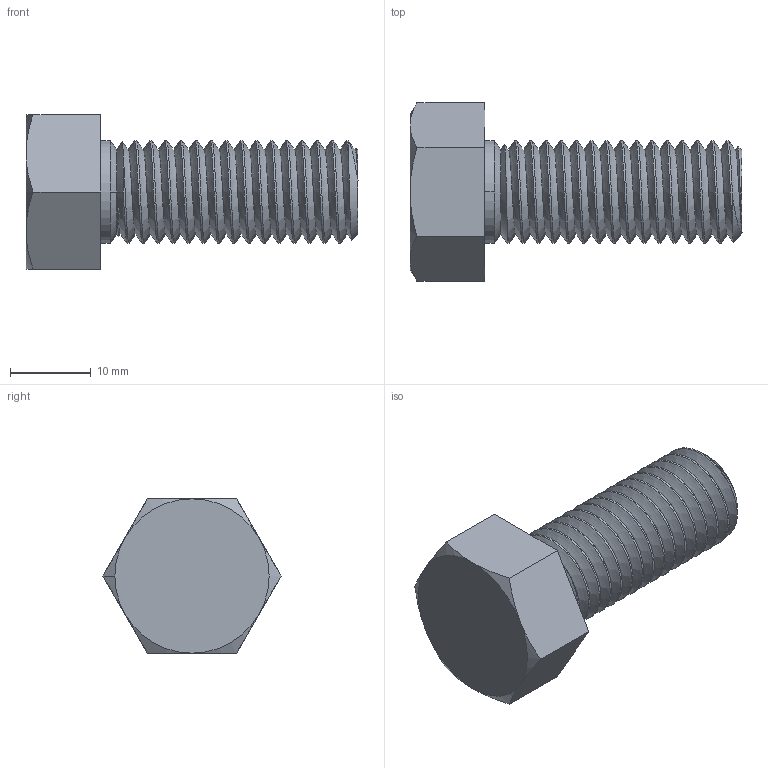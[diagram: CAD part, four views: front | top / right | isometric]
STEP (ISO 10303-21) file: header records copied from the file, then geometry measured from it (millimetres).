
FILE_DESCRIPTION (( 'STEP AP203' ), '1' );
FILE_NAME ('B000NSD5TC.3D.STEP', '2013-02-27T12:27:59', ( '' ), ( '' ), 'SwSTEP 2.0', 'SolidWorks 2010', '' );
FILE_SCHEMA (( 'CONFIG_CONTROL_DESIGN' ));
Length unit declared in the file: inch
Products named in the file (1): B000NSD5TC.3D
Bounding box: 41 x 22 x 19.05 mm (x, y, z)
Volume: 6321.3 mm3; surface area: 3068.8 mm2
Topology: 1 solids, 1 shells, 58 faces, 152 edges, 97 vertices
Faces by surface type: cylinder 33, cone 14, plane 9, bspline 2
Entity records: 6700 total; most frequent: CARTESIAN_POINT 5410, ORIENTED_EDGE 304, DIRECTION 205, EDGE_CURVE 152, VERTEX_POINT 97, AXIS2_PLACEMENT_3D 77, EDGE_LOOP 59, FACE_OUTER_BOUND 58
